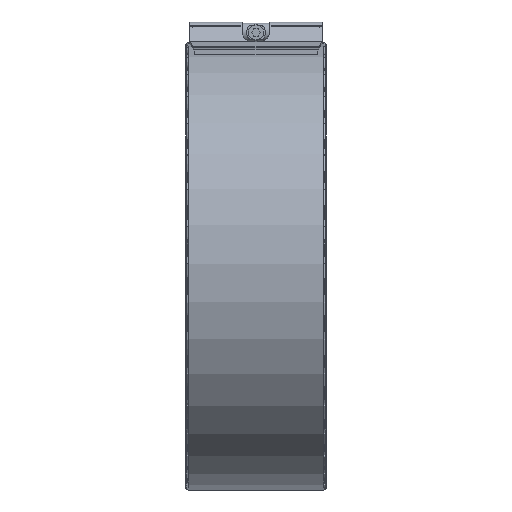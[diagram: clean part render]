
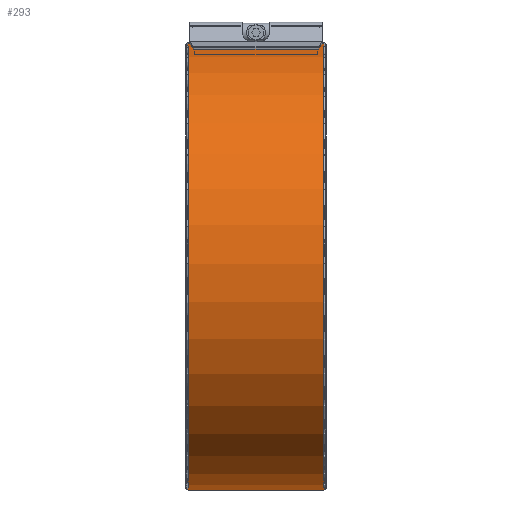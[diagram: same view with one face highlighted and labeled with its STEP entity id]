
A CAD part, front view. The second image highlights one B-rep face of the part: STEP entity #293.
In plain terms, the highlighted cylindrical face has radius 144 mm (diameter 288 mm), a partial arc.
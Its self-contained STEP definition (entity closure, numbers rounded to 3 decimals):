
#293=ADVANCED_FACE('',(#466),#429,.T.);
#429=CYLINDRICAL_SURFACE('',#2414,144.);
#466=FACE_OUTER_BOUND('',#582,.T.);
#582=EDGE_LOOP('',(#1239,#1240,#1241,#1242,#1243,#1244));
#753=CIRCLE('',#2408,144.);
#755=CIRCLE('',#2412,144.);
#838=LINE('',#3437,#1028);
#839=LINE('',#3441,#1029);
#1028=VECTOR('',#2687,1.);
#1029=VECTOR('',#2690,1.);
#1239=ORIENTED_EDGE('',*,*,#2074,.F.);
#1240=ORIENTED_EDGE('',*,*,#2075,.T.);
#1241=ORIENTED_EDGE('',*,*,#2071,.F.);
#1242=ORIENTED_EDGE('',*,*,#2076,.T.);
#1243=ORIENTED_EDGE('',*,*,#2077,.T.);
#1244=ORIENTED_EDGE('',*,*,#2078,.F.);
#1859=VERTEX_POINT('',#3411);
#1860=VERTEX_POINT('',#3412);
#1861=VERTEX_POINT('',#3438);
#1862=VERTEX_POINT('',#3439);
#1863=VERTEX_POINT('',#3442);
#1864=VERTEX_POINT('',#3444);
#2071=EDGE_CURVE('',#1859,#1860,#753,.T.);
#2074=EDGE_CURVE('',#1861,#1862,#838,.T.);
#2075=EDGE_CURVE('',#1861,#1860,#2371,.T.);
#2076=EDGE_CURVE('',#1859,#1863,#839,.T.);
#2077=EDGE_CURVE('',#1863,#1864,#755,.T.);
#2078=EDGE_CURVE('',#1862,#1864,#2372,.T.);
#2371=ELLIPSE('',#2411,288.,144.);
#2372=ELLIPSE('',#2413,288.,144.);
#2408=AXIS2_PLACEMENT_3D('',#3410,#2681,#2682);
#2411=AXIS2_PLACEMENT_3D('',#3440,#2688,#2689);
#2412=AXIS2_PLACEMENT_3D('',#3443,#2691,#2692);
#2413=AXIS2_PLACEMENT_3D('',#3445,#2693,#2694);
#2414=AXIS2_PLACEMENT_3D('',#3446,#2695,#2696);
#2681=DIRECTION('',(-1.,0.,0.));
#2682=DIRECTION('',(0.,0.,1.));
#2687=DIRECTION('',(1.,0.,0.));
#2688=DIRECTION('',(0.5,-0.866,0.));
#2689=DIRECTION('',(-0.866,-0.5,0.));
#2690=DIRECTION('',(1.,0.,0.));
#2691=DIRECTION('',(-1.,0.,0.));
#2692=DIRECTION('',(0.,0.,1.));
#2693=DIRECTION('',(0.5,0.866,0.));
#2694=DIRECTION('',(-0.866,0.5,0.));
#2695=DIRECTION('',(-1.,0.,0.));
#2696=DIRECTION('',(0.,0.,1.));
#3410=CARTESIAN_POINT('',(-43.45,0.,0.));
#3411=CARTESIAN_POINT('',(-43.45,14.703,143.247));
#3412=CARTESIAN_POINT('',(-43.45,-2.425,143.98));
#3437=CARTESIAN_POINT('',(-43.45,0.,144.));
#3438=CARTESIAN_POINT('',(-39.25,0.,144.));
#3439=CARTESIAN_POINT('',(39.25,0.,144.));
#3440=CARTESIAN_POINT('',(-39.25,0.,0.));
#3441=CARTESIAN_POINT('',(-43.45,14.703,143.247));
#3442=CARTESIAN_POINT('',(43.45,14.703,143.247));
#3443=CARTESIAN_POINT('',(43.45,0.,0.));
#3444=CARTESIAN_POINT('',(43.45,-2.425,143.98));
#3445=CARTESIAN_POINT('',(39.25,0.,0.));
#3446=CARTESIAN_POINT('',(0.,0.,0.));
